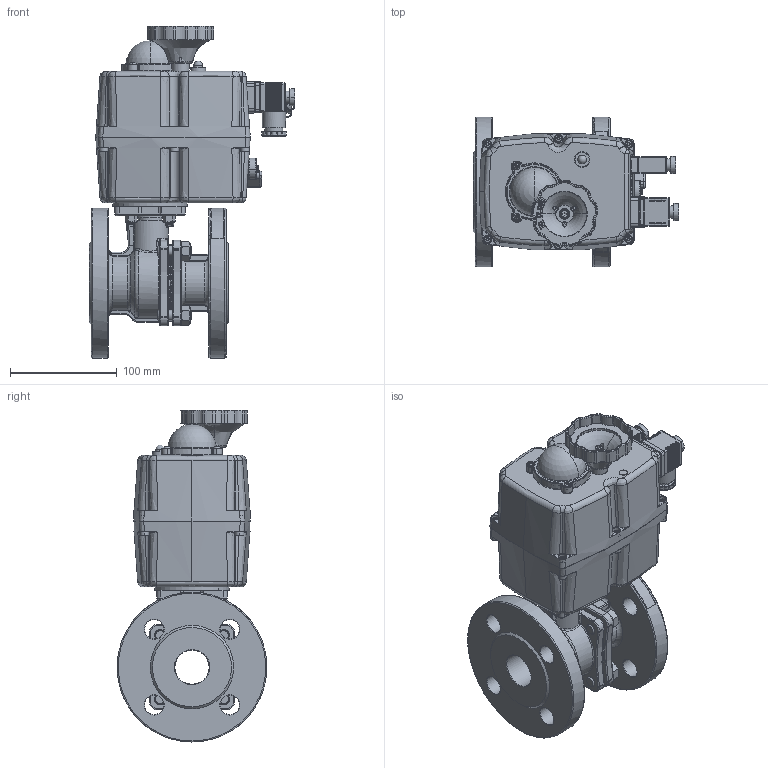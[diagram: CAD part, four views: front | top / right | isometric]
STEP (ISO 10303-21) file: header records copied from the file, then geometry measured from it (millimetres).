
FILE_DESCRIPTION(('HOOPS Exchange Step'),'2;1');
FILE_NAME('EK05_DN32.stp','2025-05-20T08:30:55+02:00',('nieru'),('Unknown organisation'),'HOOPS Exchange 2024.2','HOOPS Exchange','Unknown authorisation');
FILE_SCHEMA( ('AP203_CONFIGURATION_CONTROLLED_3D_DESIGN_OF_MECHANICAL_PARTS_AND_ASSEMBLIES_MIM_LF') );
Length unit declared in the file: millimetre
Products named in the file (5): 0; root
Assembly tree (4 placements, depth 3):
  root
    0
      0
      0
      0
Bounding box: 192.33 x 139.76 x 310.45 mm (x, y, z)
Volume: 2395397.8 mm3; surface area: 360768.6 mm2
Topology: 58 solids, 58 shells, 3688 faces, 9155 edges, 5572 vertices
Faces by surface type: cylinder 1226, plane 812, bspline 741, torus 700, cone 162, sphere 47
Full cylindrical faces by diameter (mm): 2.204 x3, 5 x4, 6 x4, 7 x4, 7.825 x1, 11 x1, 11.516 x1, 14 x1, 14.894 x1, 16.5 x1, 18 x9, 22 x1, 26 x1, 28 x2, 30 x1, 34 x1, 71.6 x2, 140 x2
Entity records: 231531 total; most frequent: CARTESIAN_POINT 150862, ORIENTED_EDGE 18144, DIRECTION 14624, EDGE_CURVE 9072, AXIS2_PLACEMENT_3D 5906, VERTEX_POINT 5572, EDGE_LOOP 3918, FACE_BOUND 3918
